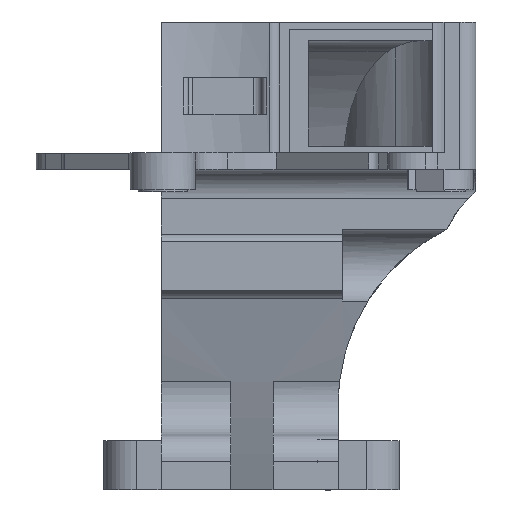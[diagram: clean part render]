
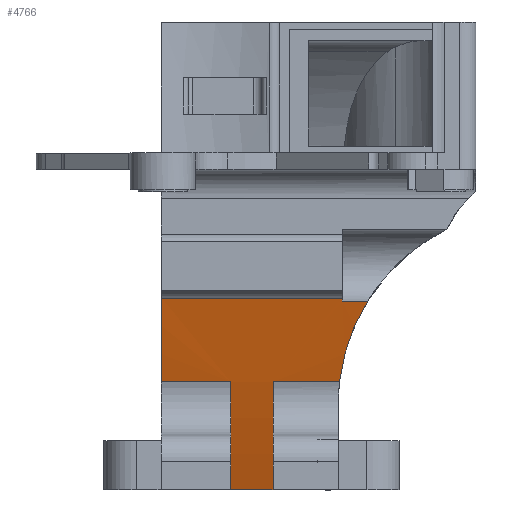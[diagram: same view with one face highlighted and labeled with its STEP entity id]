
A CAD part, top view. The second image highlights one B-rep face of the part: STEP entity #4766.
In plain terms, the highlighted cylindrical face has radius 240.97 mm (diameter 481.94 mm), a partial arc.
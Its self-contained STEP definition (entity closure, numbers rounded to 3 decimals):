
#135=CYLINDRICAL_SURFACE('',#5166,240.97);
#155=CIRCLE('',#4859,240.97);
#299=CIRCLE('',#5162,240.97);
#300=CIRCLE('',#5165,240.97);
#301=CIRCLE('',#5167,240.97);
#340=LINE('',#6552,#721);
#637=LINE('',#8758,#1018);
#638=LINE('',#8763,#1019);
#648=LINE('',#8788,#1029);
#669=LINE('',#9016,#1050);
#721=VECTOR('',#5271,10.);
#1018=VECTOR('',#6112,5.);
#1019=VECTOR('',#6119,10.);
#1029=VECTOR('',#6151,5.);
#1050=VECTOR('',#6218,10.);
#1401=FACE_OUTER_BOUND('',#1690,.T.);
#1690=EDGE_LOOP('',(#4152,#4153,#4154,#4155,#4156,#4157,#4158,#4159,#4160,
#4161));
#1774=B_SPLINE_CURVE_WITH_KNOTS('',3,(#6595,#6596,#6597,#6598,#6599,#6600,
#6601,#6602),.UNSPECIFIED.,.F.,.F.,(4,2,2,4),(11.365,11.552,
12.015,12.402),.UNSPECIFIED.);
#1920=VERTEX_POINT('',#6549);
#1921=VERTEX_POINT('',#6551);
#1922=VERTEX_POINT('',#6572);
#1931=VERTEX_POINT('',#6594);
#2287=VERTEX_POINT('',#8755);
#2288=VERTEX_POINT('',#8757);
#2289=VERTEX_POINT('',#8761);
#2293=VERTEX_POINT('',#8787);
#2314=VERTEX_POINT('',#9011);
#2315=VERTEX_POINT('',#9015);
#2391=EDGE_CURVE('',#1921,#1920,#340,.T.);
#2393=EDGE_CURVE('',#1920,#1922,#155,.T.);
#2404=EDGE_CURVE('',#1931,#1921,#1774,.T.);
#2908=EDGE_CURVE('',#2287,#2288,#637,.T.);
#2911=EDGE_CURVE('',#1922,#2289,#638,.T.);
#2923=EDGE_CURVE('',#1931,#2293,#648,.T.);
#2957=EDGE_CURVE('',#2288,#2289,#299,.T.);
#2961=EDGE_CURVE('',#2287,#2314,#300,.T.);
#2962=EDGE_CURVE('',#2314,#2315,#669,.T.);
#2963=EDGE_CURVE('',#2293,#2315,#301,.T.);
#4152=ORIENTED_EDGE('',*,*,#2393,.T.);
#4153=ORIENTED_EDGE('',*,*,#2911,.T.);
#4154=ORIENTED_EDGE('',*,*,#2957,.F.);
#4155=ORIENTED_EDGE('',*,*,#2908,.F.);
#4156=ORIENTED_EDGE('',*,*,#2961,.T.);
#4157=ORIENTED_EDGE('',*,*,#2962,.T.);
#4158=ORIENTED_EDGE('',*,*,#2963,.F.);
#4159=ORIENTED_EDGE('',*,*,#2923,.F.);
#4160=ORIENTED_EDGE('',*,*,#2404,.T.);
#4161=ORIENTED_EDGE('',*,*,#2391,.T.);
#4766=ADVANCED_FACE('',(#1401),#135,.T.);
#4859=AXIS2_PLACEMENT_3D('',#6573,#5274,#5275);
#5162=AXIS2_PLACEMENT_3D('',#9005,#6205,#6206);
#5165=AXIS2_PLACEMENT_3D('',#9013,#6214,#6215);
#5166=AXIS2_PLACEMENT_3D('',#9014,#6216,#6217);
#5167=AXIS2_PLACEMENT_3D('',#9017,#6219,#6220);
#5271=DIRECTION('',(-1.,0.,0.));
#5274=DIRECTION('center_axis',(-1.,0.,0.));
#5275=DIRECTION('ref_axis',(0.,-0.294,0.956));
#6112=DIRECTION('',(-1.,0.,0.));
#6119=DIRECTION('',(-1.,0.,0.));
#6151=DIRECTION('',(-1.,0.,0.));
#6205=DIRECTION('center_axis',(-1.,0.,0.));
#6206=DIRECTION('ref_axis',(0.,-0.294,0.956));
#6214=DIRECTION('center_axis',(1.,0.,0.));
#6215=DIRECTION('ref_axis',(0.,-0.294,0.956));
#6216=DIRECTION('center_axis',(1.,0.,0.));
#6217=DIRECTION('ref_axis',(0.,-0.294,0.956));
#6218=DIRECTION('',(1.,0.,0.));
#6219=DIRECTION('center_axis',(1.,0.,0.));
#6220=DIRECTION('ref_axis',(0.,-0.294,0.956));
#6549=CARTESIAN_POINT('',(11.1,93.856,-154.318));
#6551=CARTESIAN_POINT('',(14.181,93.856,-154.318));
#6552=CARTESIAN_POINT('',(11.1,93.856,-154.318));
#6572=CARTESIAN_POINT('',(11.1,94.338,-154.186));
#6573=CARTESIAN_POINT('Origin',(11.1,157.75,-386.663));
#6594=CARTESIAN_POINT('',(10.746,83.974,-157.264));
#6595=CARTESIAN_POINT('Ctrl Pts',(10.746,83.974,-157.264));
#6596=CARTESIAN_POINT('Ctrl Pts',(10.815,84.583,-157.069));
#6597=CARTESIAN_POINT('Ctrl Pts',(10.908,85.195,-156.874));
#6598=CARTESIAN_POINT('Ctrl Pts',(11.321,87.33,-156.206));
#6599=CARTESIAN_POINT('Ctrl Pts',(11.772,88.853,-155.747));
#6600=CARTESIAN_POINT('Ctrl Pts',(12.876,91.545,-154.962));
#6601=CARTESIAN_POINT('Ctrl Pts',(13.484,92.733,-154.627));
#6602=CARTESIAN_POINT('Ctrl Pts',(14.181,93.856,-154.318));
#8755=CARTESIAN_POINT('',(-2.6,83.974,-157.264));
#8757=CARTESIAN_POINT('',(-11.1,83.974,-157.264));
#8758=CARTESIAN_POINT('',(-11.1,83.974,-157.264));
#8761=CARTESIAN_POINT('',(-11.1,94.338,-154.186));
#8763=CARTESIAN_POINT('',(-11.1,94.338,-154.186));
#8787=CARTESIAN_POINT('',(2.6,83.974,-157.264));
#8788=CARTESIAN_POINT('',(-11.1,83.974,-157.264));
#9005=CARTESIAN_POINT('Origin',(-11.1,157.75,-386.663));
#9011=CARTESIAN_POINT('',(-2.6,70.763,-161.941));
#9013=CARTESIAN_POINT('Origin',(-2.6,157.75,-386.663));
#9014=CARTESIAN_POINT('Origin',(-11.1,157.75,-386.663));
#9015=CARTESIAN_POINT('',(2.6,70.763,-161.941));
#9016=CARTESIAN_POINT('',(-11.1,70.763,-161.941));
#9017=CARTESIAN_POINT('Origin',(2.6,157.75,-386.663));
